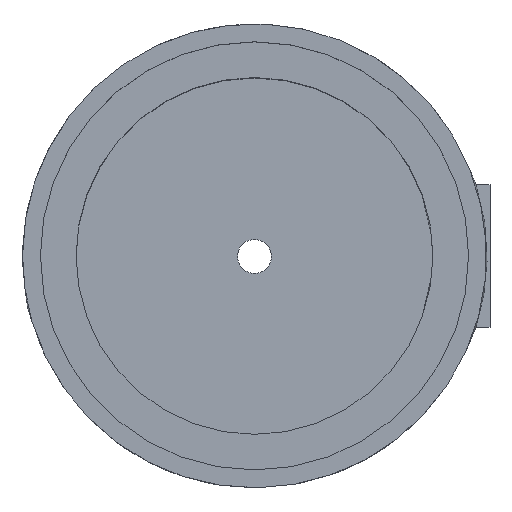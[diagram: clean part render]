
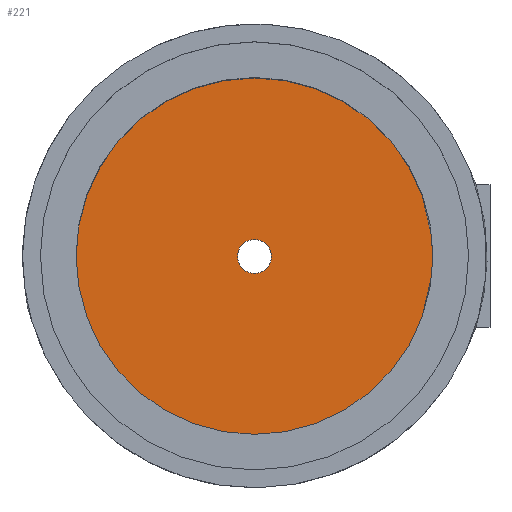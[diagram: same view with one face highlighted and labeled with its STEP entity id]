
A CAD part, top view. The second image highlights one B-rep face of the part: STEP entity #221.
In plain terms, the highlighted planar face has unit normal (0, 0, 1).
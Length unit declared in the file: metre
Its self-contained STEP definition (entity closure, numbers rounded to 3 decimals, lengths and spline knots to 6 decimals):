
#32=PLANE('',#252);
#84=ORIENTED_EDGE('',*,*,#114,.F.);
#85=ORIENTED_EDGE('',*,*,#92,.T.);
#92=EDGE_CURVE('',#116,#116,#136,.T.);
#114=EDGE_CURVE('',#134,#134,#142,.T.);
#116=VERTEX_POINT('',#308);
#134=VERTEX_POINT('',#657);
#136=CIRCLE('',#238,0.004763);
#142=CIRCLE('',#253,0.05);
#166=EDGE_LOOP('',(#84));
#167=EDGE_LOOP('',(#85));
#196=FACE_BOUND('',#166,.T.);
#197=FACE_BOUND('',#167,.T.);
#221=ADVANCED_FACE('',(#196,#197),#32,.F.);
#238=AXIS2_PLACEMENT_3D('',#307,#261,#262);
#252=AXIS2_PLACEMENT_3D('',#655,#295,#296);
#253=AXIS2_PLACEMENT_3D('',#656,#297,#298);
#261=DIRECTION('',(0.,0.,-1.));
#262=DIRECTION('',(-1.,0.,0.));
#295=DIRECTION('',(0.,0.,-1.));
#296=DIRECTION('',(-1.,0.,0.));
#297=DIRECTION('',(0.,0.,-1.));
#298=DIRECTION('',(-1.,0.,0.));
#307=CARTESIAN_POINT('',(0.,0.,-0.07));
#308=CARTESIAN_POINT('',(-0.004763,0.,-0.07));
#655=CARTESIAN_POINT('',(0.025,0.,-0.07));
#656=CARTESIAN_POINT('',(0.,0.,-0.07));
#657=CARTESIAN_POINT('',(-0.05,0.,-0.07));
